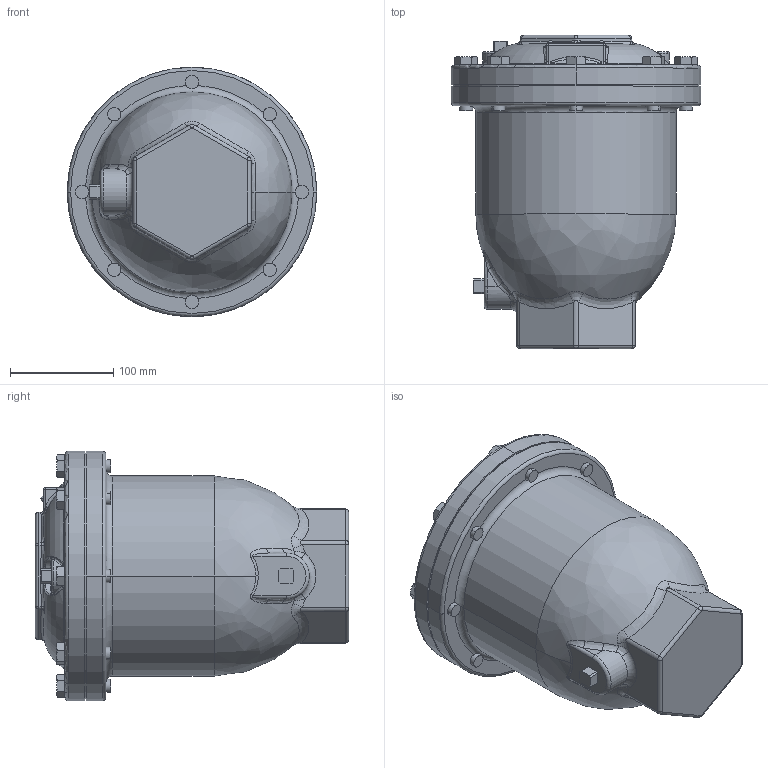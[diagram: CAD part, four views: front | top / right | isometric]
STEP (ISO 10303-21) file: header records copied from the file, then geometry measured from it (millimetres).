
FILE_DESCRIPTION((''),'2;1');
FILE_NAME('103S_SW0001','2023-09-14T09:45:48',('tbuffington'),(''),'CREO PARAMETRIC BY PTC INC, 2023072','CREO PARAMETRIC BY PTC INC, 2023072','');
FILE_SCHEMA(('AUTOMOTIVE_DESIGN { 1 0 10303 214 1 1 1 1 }'));
Length unit declared in the file: inch
Products named in the file (1): 103S_SW0001
Bounding box: 241.3 x 303.23 x 241.3 mm (x, y, z)
Volume: 7941019.9 mm3; surface area: 249251.4 mm2
Topology: 1 solids, 1 shells, 365 faces, 852 edges, 501 vertices
Faces by surface type: plane 117, bspline 92, cylinder 68, cone 48, torus 20, sphere 20
Entity records: 21166 total; most frequent: CARTESIAN_POINT 12174, ORIENTED_EDGE 1696, DIRECTION 1378, COLOUR_RGB 1328, EDGE_CURVE 848, AXIS2_PLACEMENT_3D 560, VERTEX_POINT 501, EDGE_LOOP 381
